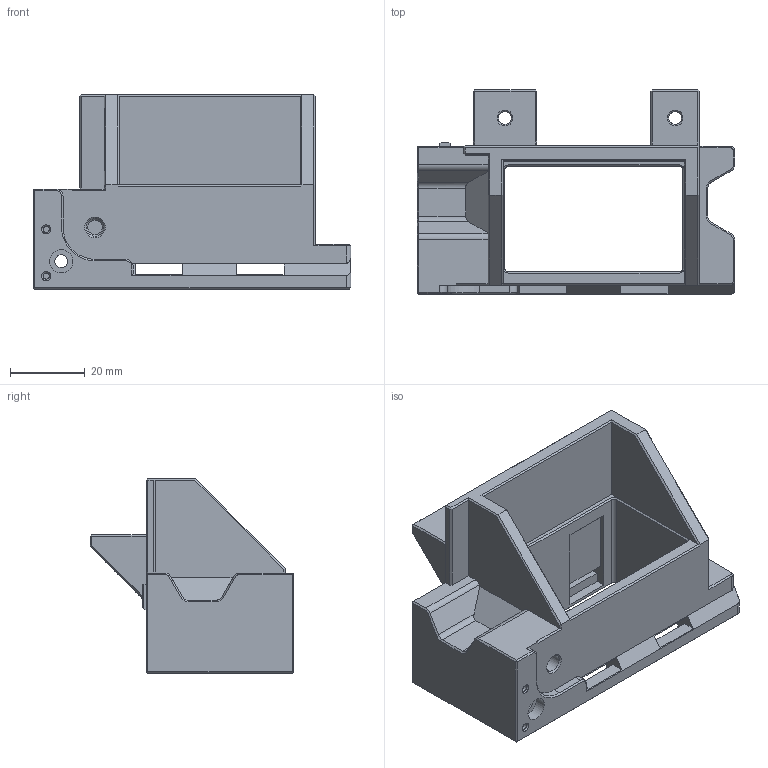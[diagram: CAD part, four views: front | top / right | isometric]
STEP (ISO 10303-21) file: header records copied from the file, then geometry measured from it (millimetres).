
FILE_DESCRIPTION(/* description */ (''),/* implementation_level */ '2;1');
FILE_NAME(/* name */ 'V02_Mains_Inlet Foot_1.2mm.step',/* time_stamp */ '2023-01-21T07:47:41-08:00',/* author */ (''),/* organization */ (''),/* preprocessor_version */ 'ST-DEVELOPER v19.2',/* originating_system */ 'Autodesk Translation Framework v11.17.0.187',/* authorisation */ '');
FILE_SCHEMA (('AUTOMOTIVE_DESIGN { 1 0 10303 214 3 1 1 }'));
Length unit declared in the file: millimetre
Products named in the file (1): Mains Inlet Foot_1.2mm
Bounding box: 84.93 x 54.5 x 52 mm (x, y, z)
Volume: 54470.9 mm3; surface area: 22270.8 mm2
Topology: 1 solids, 1 shells, 292 faces, 716 edges, 436 vertices
Faces by surface type: plane 224, cone 34, cylinder 30, bspline 4
Full cylindrical faces by diameter (mm): 1.6 x2, 3.4 x3, 4.7 x2, 6.2 x1
Entity records: 9128 total; most frequent: CARTESIAN_POINT 2179, ORIENTED_EDGE 1432, DIRECTION 1390, EDGE_CURVE 716, LINE 600, VECTOR 600, VERTEX_POINT 436, AXIS2_PLACEMENT_3D 395
